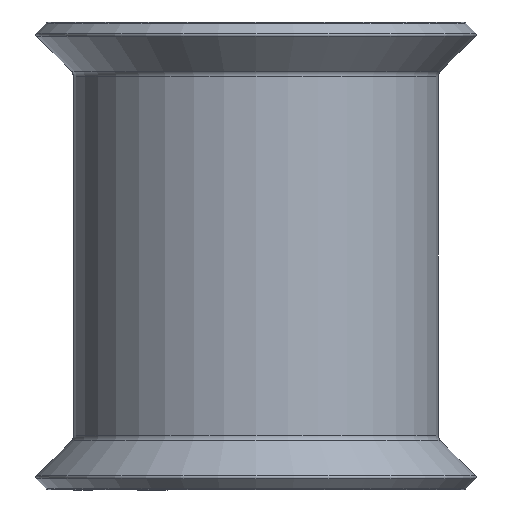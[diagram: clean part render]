
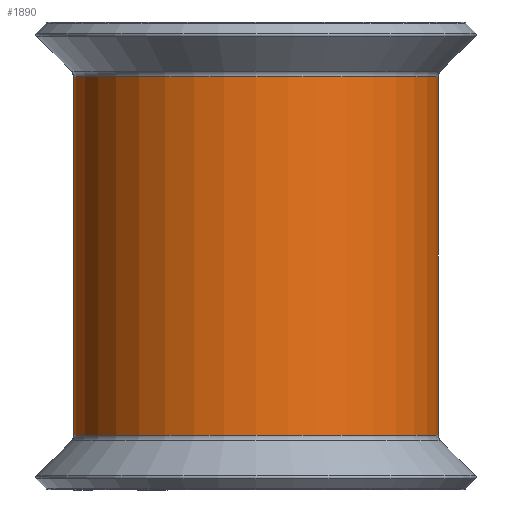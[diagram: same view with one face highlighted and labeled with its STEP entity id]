
A CAD part, front view. The second image highlights one B-rep face of the part: STEP entity #1890.
In plain terms, the highlighted cylindrical face has radius 6.185 mm (diameter 12.37 mm), a partial arc.
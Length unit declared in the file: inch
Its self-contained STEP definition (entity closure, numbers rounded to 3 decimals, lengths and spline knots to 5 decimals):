
#11 = CARTESIAN_POINT ( 'NONE',  ( -0.025, -0.687, 0.23972 ) ) ;
#17 = CIRCLE ( 'NONE', #1132, 0.2435 ) ;
#21 = CARTESIAN_POINT ( 'NONE',  ( 0.2185, -0.4435, 0.23972 ) ) ;
#113 = DIRECTION ( 'NONE',  ( 0., 0., -1. ) ) ;
#215 = ORIENTED_EDGE ( 'NONE', *, *, #916, .F. ) ;
#277 = DIRECTION ( 'NONE',  ( 0., 0., -1. ) ) ;
#340 = CARTESIAN_POINT ( 'NONE',  ( -0.025, -0.687, -0.23972 ) ) ;
#349 = VERTEX_POINT ( 'NONE', #21 ) ;
#386 = AXIS2_PLACEMENT_3D ( 'NONE', #1376, #113, #1577 ) ;
#478 = CARTESIAN_POINT ( 'NONE',  ( 0.2185, -0.687, 0.3125 ) ) ;
#613 = LINE ( 'NONE', #1827, #875 ) ;
#737 = VECTOR ( 'NONE', #277, 39.37008 ) ;
#875 = VECTOR ( 'NONE', #2242, 39.37008 ) ;
#901 = DIRECTION ( 'NONE',  ( -1., 0., 0. ) ) ;
#916 = EDGE_CURVE ( 'NONE', #349, #1076, #613, .T. ) ;
#1076 = VERTEX_POINT ( 'NONE', #2000 ) ;
#1132 = AXIS2_PLACEMENT_3D ( 'NONE', #2419, #1177, #2621 ) ;
#1167 = VERTEX_POINT ( 'NONE', #340 ) ;
#1177 = DIRECTION ( 'NONE',  ( 0., 0., -1. ) ) ;
#1236 = ORIENTED_EDGE ( 'NONE', *, *, #2378, .T. ) ;
#1376 = CARTESIAN_POINT ( 'NONE',  ( 0.2185, -0.687, 0.23972 ) ) ;
#1386 = VERTEX_POINT ( 'NONE', #11 ) ;
#1500 = ORIENTED_EDGE ( 'NONE', *, *, #2495, .F. ) ;
#1543 = EDGE_LOOP ( 'NONE', ( #1236, #1500, #215, #2249 ) ) ;
#1577 = DIRECTION ( 'NONE',  ( -1., 0., 0. ) ) ;
#1746 = EDGE_CURVE ( 'NONE', #349, #1386, #2365, .T. ) ;
#1827 = CARTESIAN_POINT ( 'NONE',  ( 0.2185, -0.4435, 0.3125 ) ) ;
#1839 = LINE ( 'NONE', #2159, #737 ) ;
#1890 = ADVANCED_FACE ( 'NONE', ( #2658 ), #2035, .T. ) ;
#2000 = CARTESIAN_POINT ( 'NONE',  ( 0.2185, -0.4435, -0.23972 ) ) ;
#2035 = CYLINDRICAL_SURFACE ( 'NONE', #2217, 0.2435 ) ;
#2145 = DIRECTION ( 'NONE',  ( 0., 0., -1. ) ) ;
#2159 = CARTESIAN_POINT ( 'NONE',  ( -0.025, -0.687, 0.3125 ) ) ;
#2217 = AXIS2_PLACEMENT_3D ( 'NONE', #478, #2145, #901 ) ;
#2242 = DIRECTION ( 'NONE',  ( 0., 0., -1. ) ) ;
#2249 = ORIENTED_EDGE ( 'NONE', *, *, #1746, .T. ) ;
#2365 = CIRCLE ( 'NONE', #386, 0.2435 ) ;
#2378 = EDGE_CURVE ( 'NONE', #1386, #1167, #1839, .T. ) ;
#2419 = CARTESIAN_POINT ( 'NONE',  ( 0.2185, -0.687, -0.23972 ) ) ;
#2495 = EDGE_CURVE ( 'NONE', #1076, #1167, #17, .T. ) ;
#2621 = DIRECTION ( 'NONE',  ( -1., 0., 0. ) ) ;
#2658 = FACE_OUTER_BOUND ( 'NONE', #1543, .T. ) ;
